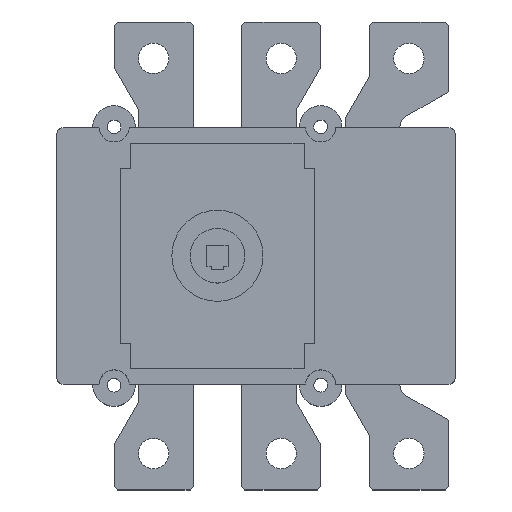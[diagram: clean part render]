
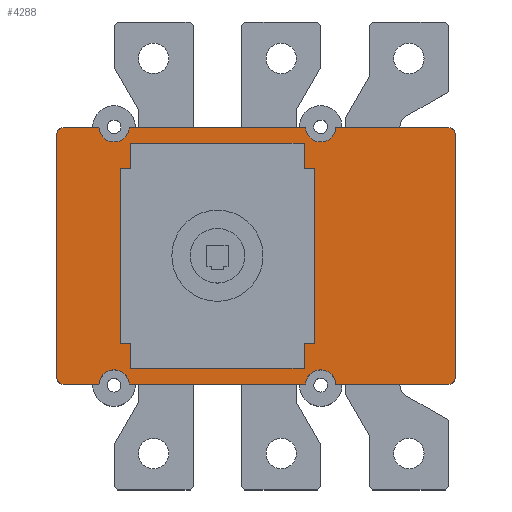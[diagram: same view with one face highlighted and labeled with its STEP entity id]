
A CAD part, top view. The second image highlights one B-rep face of the part: STEP entity #4288.
In plain terms, the highlighted planar face has unit normal (0, 0, 1).
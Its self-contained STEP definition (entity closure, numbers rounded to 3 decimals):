
#3162=CARTESIAN_POINT('',(81.809,-42.2,38.5));
#3163=VERTEX_POINT('',#3162);
#3170=CARTESIAN_POINT('',(23.791,-42.2,38.5));
#3171=VERTEX_POINT('',#3170);
#3172=CARTESIAN_POINT('',(81.809,-42.2,38.5));
#3173=DIRECTION('',(-1.0,0.0,0.0));
#3174=VECTOR('',#3173,58.018);
#3175=LINE('',#3172,#3174);
#3176=EDGE_CURVE('',#3163,#3171,#3175,.T.);
#3217=CARTESIAN_POINT('',(13.809,-42.2,38.5));
#3218=VERTEX_POINT('',#3217);
#3225=CARTESIAN_POINT('',(2.,-42.2,38.5));
#3226=VERTEX_POINT('',#3225);
#3227=CARTESIAN_POINT('',(13.809,-42.2,38.5));
#3228=DIRECTION('',(-1.0,0.0,0.0));
#3229=VECTOR('',#3228,11.809);
#3230=LINE('',#3227,#3229);
#3231=EDGE_CURVE('',#3218,#3226,#3230,.T.);
#3281=CARTESIAN_POINT('',(2.,42.2,38.5));
#3282=VERTEX_POINT('',#3281);
#3289=CARTESIAN_POINT('',(13.809,42.2,38.5));
#3290=VERTEX_POINT('',#3289);
#3291=CARTESIAN_POINT('',(2.0,42.2,38.5));
#3292=DIRECTION('',(1.0,0.0,0.0));
#3293=VECTOR('',#3292,11.809);
#3294=LINE('',#3291,#3293);
#3295=EDGE_CURVE('',#3282,#3290,#3294,.T.);
#3721=CARTESIAN_POINT('',(81.3,28.8,38.5));
#3722=VERTEX_POINT('',#3721);
#3729=CARTESIAN_POINT('',(81.3,37.,38.5));
#3730=VERTEX_POINT('',#3729);
#3731=CARTESIAN_POINT('',(81.3,37.,38.5));
#3732=DIRECTION('',(0.0,-1.0,0.0));
#3733=VECTOR('',#3732,8.2);
#3734=LINE('',#3731,#3733);
#3735=EDGE_CURVE('',#3730,#3722,#3734,.T.);
#3759=CARTESIAN_POINT('',(84.8,28.8,38.5));
#3760=VERTEX_POINT('',#3759);
#3767=CARTESIAN_POINT('',(81.3,28.8,38.5));
#3768=DIRECTION('',(1.0,0.0,0.0));
#3769=VECTOR('',#3768,3.5);
#3770=LINE('',#3767,#3769);
#3771=EDGE_CURVE('',#3722,#3760,#3770,.T.);
#3790=CARTESIAN_POINT('',(84.8,-28.8,38.5));
#3791=VERTEX_POINT('',#3790);
#3798=CARTESIAN_POINT('',(84.8,28.8,38.5));
#3799=DIRECTION('',(0.0,-1.0,0.0));
#3800=VECTOR('',#3799,57.6);
#3801=LINE('',#3798,#3800);
#3802=EDGE_CURVE('',#3760,#3791,#3801,.T.);
#3821=CARTESIAN_POINT('',(81.3,-28.8,38.5));
#3822=VERTEX_POINT('',#3821);
#3829=CARTESIAN_POINT('',(84.8,-28.8,38.5));
#3830=DIRECTION('',(-1.0,0.0,0.0));
#3831=VECTOR('',#3830,3.5);
#3832=LINE('',#3829,#3831);
#3833=EDGE_CURVE('',#3791,#3822,#3832,.T.);
#3852=CARTESIAN_POINT('',(81.3,-37.,38.5));
#3853=VERTEX_POINT('',#3852);
#3860=CARTESIAN_POINT('',(81.3,-28.8,38.5));
#3861=DIRECTION('',(0.0,-1.0,0.0));
#3862=VECTOR('',#3861,8.2);
#3863=LINE('',#3860,#3862);
#3864=EDGE_CURVE('',#3822,#3853,#3863,.T.);
#3883=CARTESIAN_POINT('',(24.3,-37.0,38.5));
#3884=VERTEX_POINT('',#3883);
#3891=CARTESIAN_POINT('',(81.3,-37.,38.5));
#3892=DIRECTION('',(-1.0,0.0,0.0));
#3893=VECTOR('',#3892,57.);
#3894=LINE('',#3891,#3893);
#3895=EDGE_CURVE('',#3853,#3884,#3894,.T.);
#3914=CARTESIAN_POINT('',(24.3,-28.8,38.5));
#3915=VERTEX_POINT('',#3914);
#3922=CARTESIAN_POINT('',(24.3,-37.0,38.5));
#3923=DIRECTION('',(0.0,1.0,0.0));
#3924=VECTOR('',#3923,8.2);
#3925=LINE('',#3922,#3924);
#3926=EDGE_CURVE('',#3884,#3915,#3925,.T.);
#3945=CARTESIAN_POINT('',(20.8,-28.8,38.5));
#3946=VERTEX_POINT('',#3945);
#3953=CARTESIAN_POINT('',(24.3,-28.8,38.5));
#3954=DIRECTION('',(-1.0,0.0,0.0));
#3955=VECTOR('',#3954,3.5);
#3956=LINE('',#3953,#3955);
#3957=EDGE_CURVE('',#3915,#3946,#3956,.T.);
#3976=CARTESIAN_POINT('',(20.8,28.8,38.5));
#3977=VERTEX_POINT('',#3976);
#3984=CARTESIAN_POINT('',(20.8,-28.8,38.5));
#3985=DIRECTION('',(0.0,1.0,0.0));
#3986=VECTOR('',#3985,57.6);
#3987=LINE('',#3984,#3986);
#3988=EDGE_CURVE('',#3946,#3977,#3987,.T.);
#4007=CARTESIAN_POINT('',(24.3,28.8,38.5));
#4008=VERTEX_POINT('',#4007);
#4015=CARTESIAN_POINT('',(20.8,28.8,38.5));
#4016=DIRECTION('',(1.0,0.0,0.0));
#4017=VECTOR('',#4016,3.5);
#4018=LINE('',#4015,#4017);
#4019=EDGE_CURVE('',#3977,#4008,#4018,.T.);
#4038=CARTESIAN_POINT('',(24.3,37.,38.5));
#4039=VERTEX_POINT('',#4038);
#4046=CARTESIAN_POINT('',(24.3,28.8,38.5));
#4047=DIRECTION('',(0.0,1.0,0.0));
#4048=VECTOR('',#4047,8.2);
#4049=LINE('',#4046,#4048);
#4050=EDGE_CURVE('',#4008,#4039,#4049,.T.);
#4068=CARTESIAN_POINT('',(24.3,37.,38.5));
#4069=DIRECTION('',(1.0,0.0,0.0));
#4070=VECTOR('',#4069,57.0);
#4071=LINE('',#4068,#4070);
#4072=EDGE_CURVE('',#4039,#3730,#4071,.T.);
#4107=CARTESIAN_POINT('',(129.0,42.2,38.5));
#4108=VERTEX_POINT('',#4107);
#4109=CARTESIAN_POINT('',(131.0,40.2,38.5));
#4110=VERTEX_POINT('',#4109);
#4111=CARTESIAN_POINT('',(129.0,40.2,38.5));
#4112=DIRECTION('',(0.0,0.0,-1.0));
#4113=DIRECTION('',(0.707,0.707,0.0));
#4114=AXIS2_PLACEMENT_3D('',#4111,#4112,#4113);
#4115=CIRCLE('',#4114,2.0);
#4116=EDGE_CURVE('',#4108,#4110,#4115,.T.);
#4150=CARTESIAN_POINT('',(131.0,-40.2,38.5));
#4151=VERTEX_POINT('',#4150);
#4152=CARTESIAN_POINT('',(131.,40.2,38.5));
#4153=DIRECTION('',(0.0,-1.0,0.0));
#4154=VECTOR('',#4153,80.4);
#4155=LINE('',#4152,#4154);
#4156=EDGE_CURVE('',#4110,#4151,#4155,.T.);
#4175=CARTESIAN_POINT('',(65.5,0.,38.5));
#4176=DIRECTION('',(0.0,0.0,1.0));
#4177=DIRECTION('',(1.0,0.0,0.0));
#4178=AXIS2_PLACEMENT_3D('',#4175,#4176,#4177);
#4179=PLANE('',#4178);
#4180=ORIENTED_EDGE('',*,*,#4116,.F.);
#4181=CARTESIAN_POINT('',(91.791,42.2,38.5));
#4182=VERTEX_POINT('',#4181);
#4183=CARTESIAN_POINT('',(91.791,42.2,38.5));
#4184=DIRECTION('',(1.0,0.0,0.0));
#4185=VECTOR('',#4184,37.209);
#4186=LINE('',#4183,#4185);
#4187=EDGE_CURVE('',#4182,#4108,#4186,.T.);
#4188=ORIENTED_EDGE('',*,*,#4187,.F.);
#4189=CARTESIAN_POINT('',(81.809,42.2,38.5));
#4190=VERTEX_POINT('',#4189);
#4191=CARTESIAN_POINT('',(86.8,42.5,38.5));
#4192=DIRECTION('',(0.0,0.0,-1.0));
#4193=DIRECTION('',(-0.998,-0.06,0.0));
#4194=AXIS2_PLACEMENT_3D('',#4191,#4192,#4193);
#4195=CIRCLE('',#4194,5.);
#4196=EDGE_CURVE('',#4182,#4190,#4195,.T.);
#4197=ORIENTED_EDGE('',*,*,#4196,.T.);
#4198=CARTESIAN_POINT('',(23.791,42.2,38.5));
#4199=VERTEX_POINT('',#4198);
#4200=CARTESIAN_POINT('',(23.791,42.2,38.5));
#4201=DIRECTION('',(1.0,0.0,0.0));
#4202=VECTOR('',#4201,58.018);
#4203=LINE('',#4200,#4202);
#4204=EDGE_CURVE('',#4199,#4190,#4203,.T.);
#4205=ORIENTED_EDGE('',*,*,#4204,.F.);
#4206=CARTESIAN_POINT('',(18.8,42.5,38.5));
#4207=DIRECTION('',(0.0,0.0,-1.0));
#4208=DIRECTION('',(-0.998,-0.06,0.0));
#4209=AXIS2_PLACEMENT_3D('',#4206,#4207,#4208);
#4210=CIRCLE('',#4209,5.);
#4211=EDGE_CURVE('',#4199,#3290,#4210,.T.);
#4212=ORIENTED_EDGE('',*,*,#4211,.T.);
#4213=ORIENTED_EDGE('',*,*,#3295,.F.);
#4214=CARTESIAN_POINT('',(0.,40.2,38.5));
#4215=VERTEX_POINT('',#4214);
#4216=CARTESIAN_POINT('',(2.,40.2,38.5));
#4217=DIRECTION('',(0.0,0.0,-1.0));
#4218=DIRECTION('',(-0.707,0.707,0.0));
#4219=AXIS2_PLACEMENT_3D('',#4216,#4217,#4218);
#4220=CIRCLE('',#4219,2.0);
#4221=EDGE_CURVE('',#4215,#3282,#4220,.T.);
#4222=ORIENTED_EDGE('',*,*,#4221,.F.);
#4223=CARTESIAN_POINT('',(0.,-40.2,38.5));
#4224=VERTEX_POINT('',#4223);
#4225=CARTESIAN_POINT('',(0.,-40.2,38.5));
#4226=DIRECTION('',(0.0,1.0,0.0));
#4227=VECTOR('',#4226,80.4);
#4228=LINE('',#4225,#4227);
#4229=EDGE_CURVE('',#4224,#4215,#4228,.T.);
#4230=ORIENTED_EDGE('',*,*,#4229,.F.);
#4231=CARTESIAN_POINT('',(2.,-40.2,38.5));
#4232=DIRECTION('',(0.0,0.0,-1.0));
#4233=DIRECTION('',(-0.707,-0.707,0.0));
#4234=AXIS2_PLACEMENT_3D('',#4231,#4232,#4233);
#4235=CIRCLE('',#4234,2.0);
#4236=EDGE_CURVE('',#3226,#4224,#4235,.T.);
#4237=ORIENTED_EDGE('',*,*,#4236,.F.);
#4238=ORIENTED_EDGE('',*,*,#3231,.F.);
#4239=CARTESIAN_POINT('',(18.8,-42.5,38.5));
#4240=DIRECTION('',(0.0,0.0,-1.0));
#4241=DIRECTION('',(0.998,0.06,0.0));
#4242=AXIS2_PLACEMENT_3D('',#4239,#4240,#4241);
#4243=CIRCLE('',#4242,5.0);
#4244=EDGE_CURVE('',#3218,#3171,#4243,.T.);
#4245=ORIENTED_EDGE('',*,*,#4244,.T.);
#4246=ORIENTED_EDGE('',*,*,#3176,.F.);
#4247=CARTESIAN_POINT('',(91.791,-42.2,38.5));
#4248=VERTEX_POINT('',#4247);
#4249=CARTESIAN_POINT('',(86.8,-42.5,38.5));
#4250=DIRECTION('',(0.0,0.0,-1.0));
#4251=DIRECTION('',(0.998,0.06,0.0));
#4252=AXIS2_PLACEMENT_3D('',#4249,#4250,#4251);
#4253=CIRCLE('',#4252,5.);
#4254=EDGE_CURVE('',#3163,#4248,#4253,.T.);
#4255=ORIENTED_EDGE('',*,*,#4254,.T.);
#4256=CARTESIAN_POINT('',(129.,-42.2,38.5));
#4257=VERTEX_POINT('',#4256);
#4258=CARTESIAN_POINT('',(129.,-42.2,38.5));
#4259=DIRECTION('',(-1.0,0.0,0.0));
#4260=VECTOR('',#4259,37.209);
#4261=LINE('',#4258,#4260);
#4262=EDGE_CURVE('',#4257,#4248,#4261,.T.);
#4263=ORIENTED_EDGE('',*,*,#4262,.F.);
#4264=CARTESIAN_POINT('',(129.,-40.2,38.5));
#4265=DIRECTION('',(0.0,0.0,-1.0));
#4266=DIRECTION('',(0.707,-0.707,0.0));
#4267=AXIS2_PLACEMENT_3D('',#4264,#4265,#4266);
#4268=CIRCLE('',#4267,2.0);
#4269=EDGE_CURVE('',#4151,#4257,#4268,.T.);
#4270=ORIENTED_EDGE('',*,*,#4269,.F.);
#4271=ORIENTED_EDGE('',*,*,#4156,.F.);
#4272=EDGE_LOOP('',(#4180,#4188,#4197,#4205,#4212,#4213,#4222,#4230,#4237,#4238,#4245,#4246,#4255,#4263,#4270,#4271));
#4273=FACE_OUTER_BOUND('',#4272,.T.);
#4274=ORIENTED_EDGE('',*,*,#3735,.T.);
#4275=ORIENTED_EDGE('',*,*,#3771,.T.);
#4276=ORIENTED_EDGE('',*,*,#3802,.T.);
#4277=ORIENTED_EDGE('',*,*,#3833,.T.);
#4278=ORIENTED_EDGE('',*,*,#3864,.T.);
#4279=ORIENTED_EDGE('',*,*,#3895,.T.);
#4280=ORIENTED_EDGE('',*,*,#3926,.T.);
#4281=ORIENTED_EDGE('',*,*,#3957,.T.);
#4282=ORIENTED_EDGE('',*,*,#3988,.T.);
#4283=ORIENTED_EDGE('',*,*,#4019,.T.);
#4284=ORIENTED_EDGE('',*,*,#4050,.T.);
#4285=ORIENTED_EDGE('',*,*,#4072,.T.);
#4286=EDGE_LOOP('',(#4274,#4275,#4276,#4277,#4278,#4279,#4280,#4281,#4282,#4283,#4284,#4285));
#4287=FACE_BOUND('',#4286,.T.);
#4288=ADVANCED_FACE('',(#4273,#4287),#4179,.T.);
